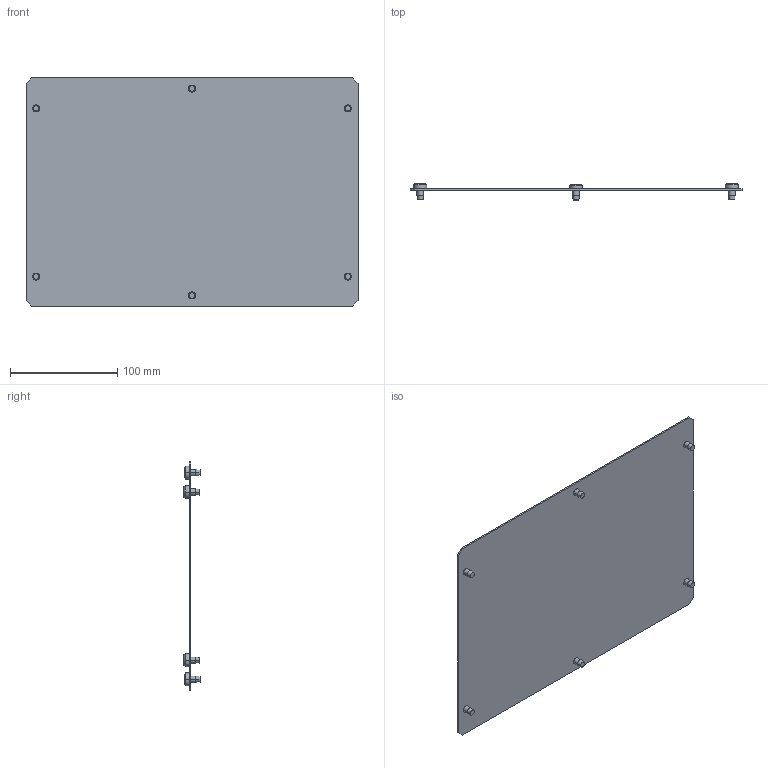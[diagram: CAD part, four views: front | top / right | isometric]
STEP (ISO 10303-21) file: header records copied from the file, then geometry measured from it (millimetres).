
FILE_DESCRIPTION(('STEP AP214'),'1');
FILE_NAME('cctmp_06AD97FB-4985-40DA-83F0-B99BF664FA2E_2024_05_23_12_39_02_0515..stp','2024-05-23T10:39:02',('SIEMENS A&D'),('CADClick - www.CADClick.com'),'Spatial InterOp 3D',' ','unknown authorization');
FILE_SCHEMA(('AUTOMOTIVE_DESIGN'));
Length unit declared in the file: millimetre
Products named in the file (10): cc_unnamed; 2024_05_23_12_39_02_0493; 2024_05_23_12_39_02_0461; 2024_05_23_12_39_02_0430; 2024_05_23_12_39_02_0392; 2024_05_23_12_39_02_0361; 2024_05_23_12_39_02_0330; 2024_05_23_12_39_02_0292; 2024_05_23_12_39_02_0260; 2024_05_23_12_39_02_0229
Assembly tree (9 placements, depth 2):
  cc_unnamed
    2024_05_23_12_39_02_0493
    2024_05_23_12_39_02_0461
    2024_05_23_12_39_02_0430
    2024_05_23_12_39_02_0392
    2024_05_23_12_39_02_0361
    2024_05_23_12_39_02_0330
    2024_05_23_12_39_02_0292
    2024_05_23_12_39_02_0260
    2024_05_23_12_39_02_0229
Bounding box: 310 x 14.95 x 213.1 mm (x, y, z)
Volume: 105024.4 mm3; surface area: 137830.1 mm2
Topology: 9 solids, 9 shells, 110 faces, 220 edges, 136 vertices
Faces by surface type: cylinder 44, plane 34, cone 32
Entity records: 4055 total; most frequent: DIRECTION 580, CARTESIAN_POINT 476, ORIENTED_EDGE 440, AXIS2_PLACEMENT_3D 240, EDGE_CURVE 220, VERTEX_POINT 136, EDGE_LOOP 130, CIRCLE 120
